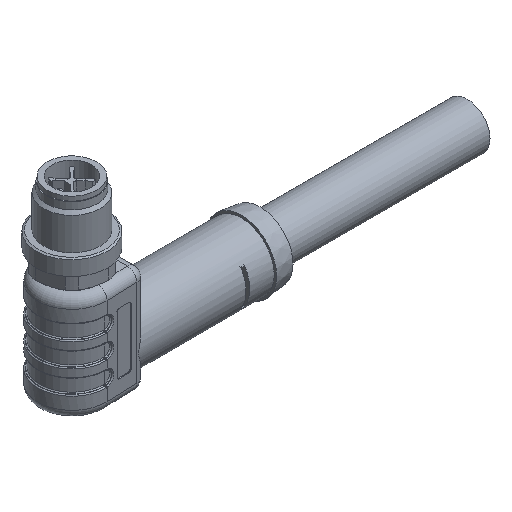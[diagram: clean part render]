
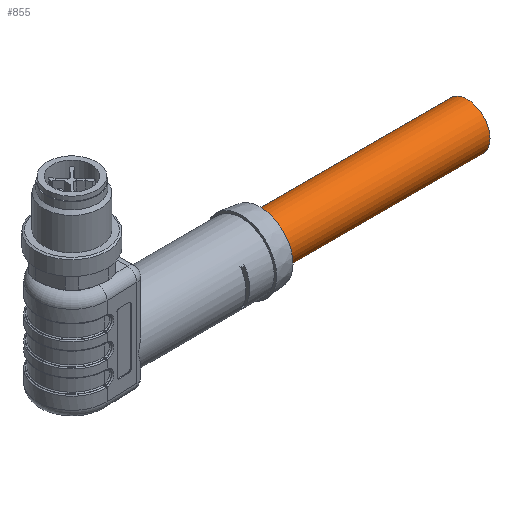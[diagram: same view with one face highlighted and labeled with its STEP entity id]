
A CAD part, isometric view. The second image highlights one B-rep face of the part: STEP entity #855.
In plain terms, the highlighted cylindrical face has radius 4.85 mm (diameter 9.7 mm), a full revolution.
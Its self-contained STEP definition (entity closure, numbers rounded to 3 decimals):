
#855=ADVANCED_FACE('',(#1156,#1157),#1086,.T.);
#1086=CYLINDRICAL_SURFACE('',#3531,4.85);
#1156=FACE_BOUND('',#1242,.T.);
#1157=FACE_BOUND('',#1243,.T.);
#1242=EDGE_LOOP('',(#1519));
#1243=EDGE_LOOP('',(#1520));
#1519=ORIENTED_EDGE('',*,*,#2821,.F.);
#1520=ORIENTED_EDGE('',*,*,#2822,.T.);
#2509=VERTEX_POINT('',#4988);
#2510=VERTEX_POINT('',#4990);
#2821=EDGE_CURVE('',#2509,#2509,#3316,.T.);
#2822=EDGE_CURVE('',#2510,#2510,#3317,.T.);
#3316=CIRCLE('',#3529,4.85);
#3317=CIRCLE('',#3530,4.85);
#3529=AXIS2_PLACEMENT_3D('',#4987,#3954,#3955);
#3530=AXIS2_PLACEMENT_3D('',#4989,#3956,#3957);
#3531=AXIS2_PLACEMENT_3D('',#4991,#3958,#3959);
#3954=DIRECTION('',(-1.,0.,0.));
#3955=DIRECTION('',(0.,0.,-1.));
#3956=DIRECTION('',(-1.,0.,0.));
#3957=DIRECTION('',(0.,0.,-1.));
#3958=DIRECTION('',(1.,0.,0.));
#3959=DIRECTION('',(0.,-0.019,1.));
#4987=CARTESIAN_POINT('',(100.,60.,-1.7));
#4988=CARTESIAN_POINT('',(100.,60.,-6.55));
#4989=CARTESIAN_POINT('',(144.,60.,-1.7));
#4990=CARTESIAN_POINT('',(144.,60.,-6.55));
#4991=CARTESIAN_POINT('',(87.613,60.,-1.7));
